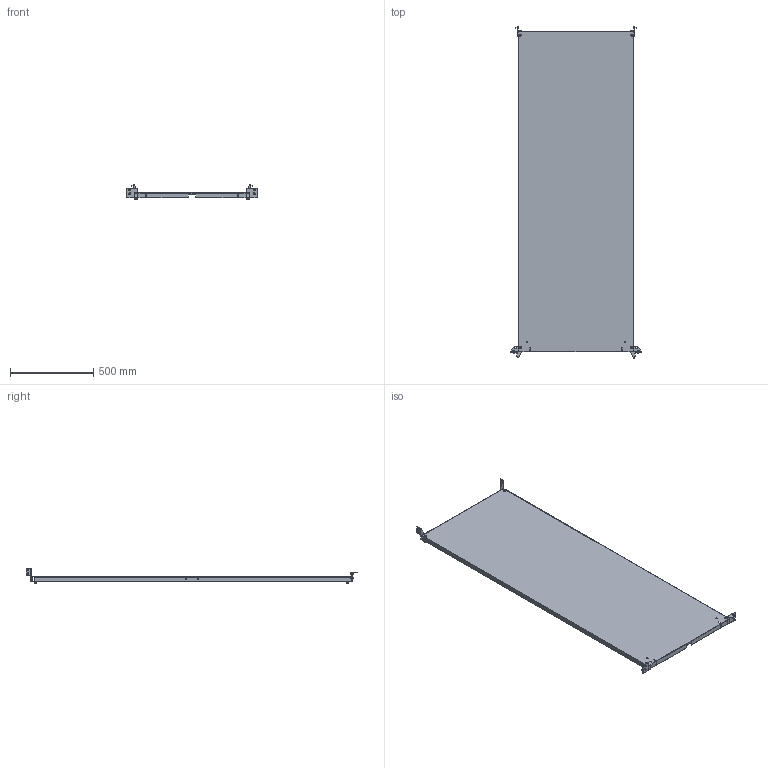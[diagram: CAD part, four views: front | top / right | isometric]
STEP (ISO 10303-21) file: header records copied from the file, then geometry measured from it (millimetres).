
FILE_DESCRIPTION (( 'STEP AP203' ), '1' );
FILE_NAME ('YKM40D-FO-MP-200-080 ÀÃÈÅ 275.04.000 Ìîíòàæíàÿ ïàíåëü 2000õ800 FORMAT IEK.STEP', '2020-12-15T12:44:54', ( '' ), ( '' ), 'SwSTEP 2.0', 'SolidWorks 2017', '' );
FILE_SCHEMA (( 'CONFIG_CONTROL_DESIGN' ));
Length unit declared in the file: millimetre
Products named in the file (1): YKM40D-FO-MP-200-080  ÀÃÈÅ 275.04.000 Ìîíòàæíàÿ ïàíåëü 2000õ800 FORMAT IEK
Bounding box: 782 x 1992.5 x 94.5 mm (x, y, z)
Volume: 3152065.2 mm3; surface area: 3156142 mm2
Topology: 21 solids, 21 shells, 848 faces, 2194 edges, 1419 vertices
Faces by surface type: plane 536, cylinder 228, cone 64, bspline 20
Full cylindrical faces by diameter (mm): 6 x12, 6.5 x8, 8 x4, 8.5 x12, 13 x4, 15 x4
Entity records: 27234 total; most frequent: CARTESIAN_POINT 7160, ORIENTED_EDGE 4186, DIRECTION 3887, EDGE_CURVE 2093, LINE 1477, VECTOR 1477, VERTEX_POINT 1398, AXIS2_PLACEMENT_3D 1205
